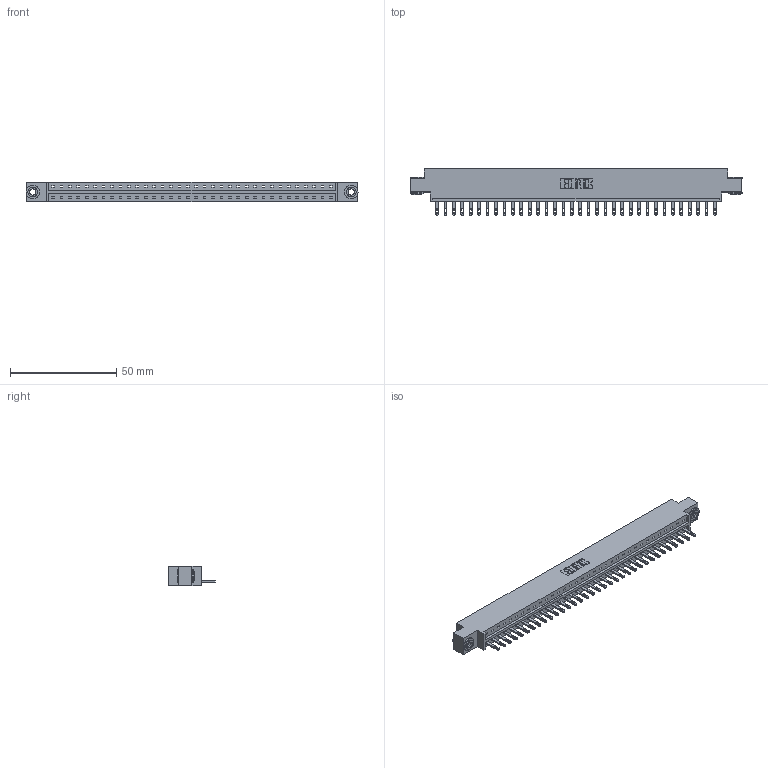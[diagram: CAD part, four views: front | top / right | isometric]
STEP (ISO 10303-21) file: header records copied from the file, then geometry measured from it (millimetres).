
FILE_DESCRIPTION (( 'STEP AP203' ), '1' );
FILE_NAME ('333-034-500-603.STEP', '2018-08-02T21:39:24', ( '' ), ( '' ), 'SwSTEP 2.0', 'SolidWorks 2016', '' );
FILE_SCHEMA (( 'CONFIG_CONTROL_DESIGN' ));
Length unit declared in the file: inch
Products named in the file (4): 333 Part_Offset - .156 Dia - TH; 345-292-001_345-293-100; 345-250-002_345-250-002-102; 333-034-500-603
Assembly tree (37 placements, depth 2):
  333-034-500-603
    333 Part_Offset - .156 Dia - TH
    345-292-001_345-293-100  x34
    345-250-002_345-250-002-102  x2
Bounding box: 156.26 x 21.85 x 9.4 mm (x, y, z)
Volume: 15468.1 mm3; surface area: 17192 mm2
Topology: 37 solids, 37 shells, 1992 faces, 6111 edges, 4070 vertices
Faces by surface type: plane 1308, cylinder 676, cone 8
Entity records: 22532 total; most frequent: CARTESIAN_POINT 3867, ORIENTED_EDGE 3830, DIRECTION 3313, EDGE_CURVE 1915, LINE 1759, VECTOR 1759, VERTEX_POINT 1274, AXIS2_PLACEMENT_3D 777
